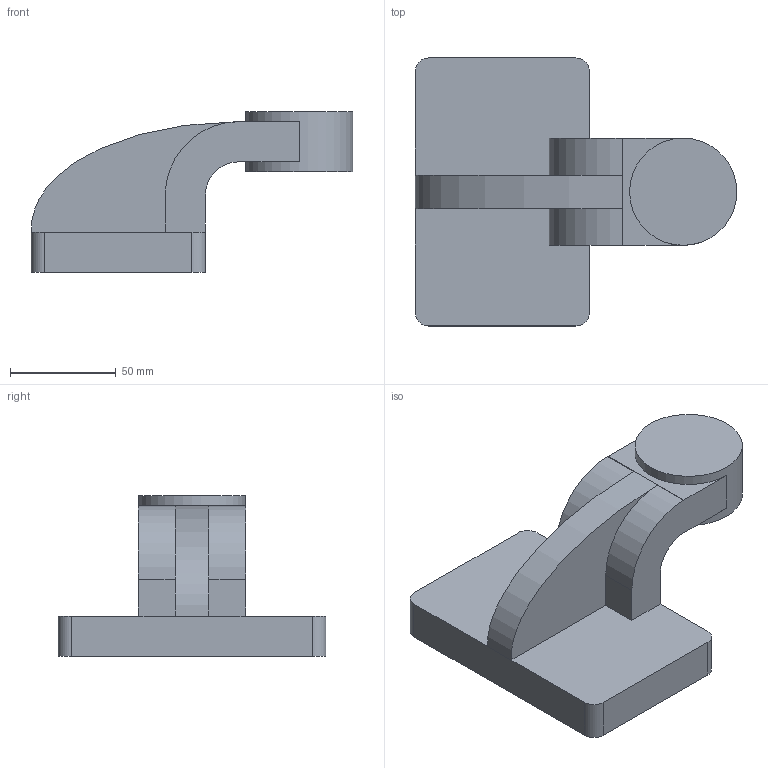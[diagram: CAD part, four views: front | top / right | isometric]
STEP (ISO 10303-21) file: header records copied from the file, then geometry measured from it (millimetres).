
FILE_DESCRIPTION(('Open CASCADE Model'),'2;1');
FILE_NAME('Open CASCADE Shape Model','2017-07-13T15:10:40',('Author'),( 'Open CASCADE'),'Open CASCADE STEP processor 7.1','Open CASCADE 7.1' ,'Unknown');
FILE_SCHEMA(('AUTOMOTIVE_DESIGN { 1 0 10303 214 1 1 1 1 }'));
Length unit declared in the file: millimetre
Products named in the file (30): Open CASCADE STEP translator 7.1 1; Open CASCADE STEP translator 7.1 1.1; Open CASCADE STEP translator 7.1 1.2; Open CASCADE STEP translator 7.1 1.3; Open CASCADE STEP translator 7.1 1.4; Open CASCADE STEP translator 7.1 1.5; Open CASCADE STEP translator 7.1 1.6; Open CASCADE STEP translator 7.1 1.7; Open CASCADE STEP translator 7.1 1.8; Open CASCADE STEP translator 7.1 1.9; Open CASCADE STEP translator 7.1 1.10; Open CASCADE STEP translator 7.1 1.11; Open CASCADE STEP translator 7.1 1.12; Open CASCADE STEP translator 7.1 1.13; Open CASCADE STEP translator 7.1 1.14; Open CASCADE STEP translator 7.1 1.15; Open CASCADE STEP translator 7.1 1.16; Open CASCADE STEP translator 7.1 1.17; Open CASCADE STEP translator 7.1 1.18; Open CASCADE STEP translator 7.1 1.19; Open CASCADE STEP translator 7.1 1.20; Open CASCADE STEP translator 7.1 1.21; Open CASCADE STEP translator 7.1 1.22; Open CASCADE STEP translator 7.1 1.23; Open CASCADE STEP translator 7.1 1.24; Open CASCADE STEP translator 7.1 1.25; Open CASCADE STEP translator 7.1 1.26; Open CASCADE STEP translator 7.1 1.27; Open CASCADE STEP translator 7.1 1.28; Open CASCADE STEP translator 7.1 1.29
Assembly tree (29 placements, depth 2):
  Open CASCADE STEP translator 7.1 1
    Open CASCADE STEP translator 7.1 1.1
    Open CASCADE STEP translator 7.1 1.2
    Open CASCADE STEP translator 7.1 1.3
    Open CASCADE STEP translator 7.1 1.4
    Open CASCADE STEP translator 7.1 1.5
    Open CASCADE STEP translator 7.1 1.6
    Open CASCADE STEP translator 7.1 1.7
    Open CASCADE STEP translator 7.1 1.8
    Open CASCADE STEP translator 7.1 1.9
    Open CASCADE STEP translator 7.1 1.10
    Open CASCADE STEP translator 7.1 1.11
    Open CASCADE STEP translator 7.1 1.12
    Open CASCADE STEP translator 7.1 1.13
    Open CASCADE STEP translator 7.1 1.14
    Open CASCADE STEP translator 7.1 1.15
    Open CASCADE STEP translator 7.1 1.16
    Open CASCADE STEP translator 7.1 1.17
    Open CASCADE STEP translator 7.1 1.18
    Open CASCADE STEP translator 7.1 1.19
    Open CASCADE STEP translator 7.1 1.20
    Open CASCADE STEP translator 7.1 1.21
    Open CASCADE STEP translator 7.1 1.22
    Open CASCADE STEP translator 7.1 1.23
    Open CASCADE STEP translator 7.1 1.24
    Open CASCADE STEP translator 7.1 1.25
    Open CASCADE STEP translator 7.1 1.26
    Open CASCADE STEP translator 7.1 1.27
    Open CASCADE STEP translator 7.1 1.28
    Open CASCADE STEP translator 7.1 1.29
Bounding box: 152.4 x 127 x 76.2 mm (x, y, z)
Volume: 721879.6 mm3; surface area: 99223.1 mm2
Topology: 2 solids, 2 shells, 52 faces, 140 edges, 92 vertices
Faces by surface type: plane 34, cylinder 16, extrusion 2
Full cylindrical faces by diameter (mm): 50.8 x2
Entity records: 4048 total; most frequent: CARTESIAN_POINT 748, DIRECTION 586, VECTOR 322, LINE 320, ORIENTED_EDGE 280, PCURVE 280, DEFINITIONAL_REPRESENTATION 280, EDGE_CURVE 140
